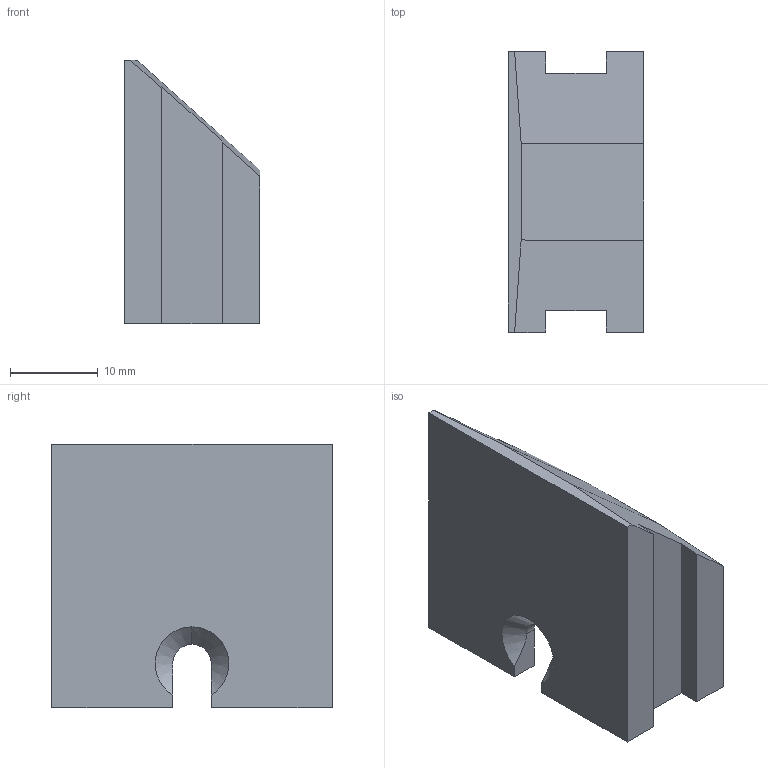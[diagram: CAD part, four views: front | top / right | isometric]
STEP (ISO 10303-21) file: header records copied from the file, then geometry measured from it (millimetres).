
FILE_DESCRIPTION (( 'STEP AP203' ), '1' );
FILE_NAME ('564438.step', '2022-02-10T10:39:37', ( '' ), ( '' ), 'SwSTEP 2.0', 'SolidWorks 2018', '' );
FILE_SCHEMA (( 'CONFIG_CONTROL_DESIGN' ));
Length unit declared in the file: millimetre
Products named in the file (2): 564438
Bounding box: 15.5 x 32 x 30 mm (x, y, z)
Volume: 7124.8 mm3; surface area: 4821.5 mm2
Topology: 1 solids, 1 shells, 293 faces, 803 edges, 535 vertices
Faces by surface type: plane 164, bspline 116, cylinder 10, cone 3
Entity records: 13357 total; most frequent: CARTESIAN_POINT 6567, ORIENTED_EDGE 1606, DIRECTION 936, EDGE_CURVE 803, VECTOR 544, LINE 544, VERTEX_POINT 535, EDGE_LOOP 316
